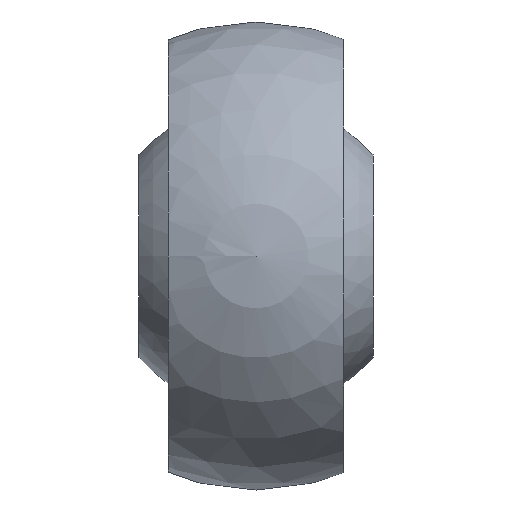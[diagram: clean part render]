
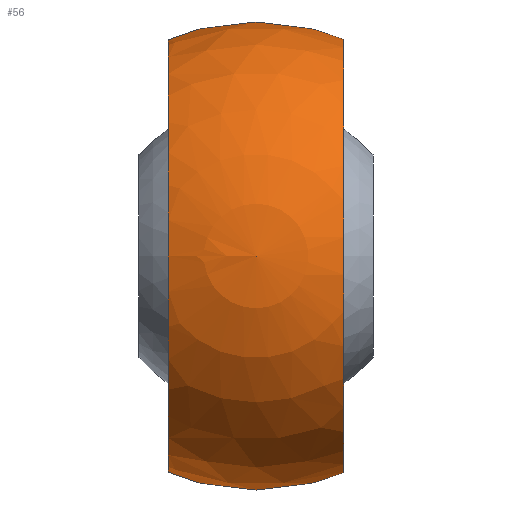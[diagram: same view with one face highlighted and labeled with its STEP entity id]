
A CAD part, left-side view. The second image highlights one B-rep face of the part: STEP entity #56.
In plain terms, the highlighted spherical face has radius 12 mm.
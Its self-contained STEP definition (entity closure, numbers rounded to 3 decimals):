
#56 = ADVANCED_FACE( '', ( #121, #122 ), #123, .T. );
#121 = FACE_BOUND( '', #191, .T. );
#122 = FACE_OUTER_BOUND( '', #192, .T. );
#123 = SPHERICAL_SURFACE( '', #193, 12. );
#191 = VERTEX_LOOP( '', #276 );
#192 = EDGE_LOOP( '', ( #277, #278, #279, #280 ) );
#193 = AXIS2_PLACEMENT_3D( '', #281, #282, #283 );
#276 = VERTEX_POINT( '', #350 );
#277 = ORIENTED_EDGE( '', *, *, #336, .F. );
#278 = ORIENTED_EDGE( '', *, *, #331, .T. );
#279 = ORIENTED_EDGE( '', *, *, #338, .F. );
#280 = ORIENTED_EDGE( '', *, *, #348, .T. );
#281 = CARTESIAN_POINT( '', ( 0., 0., 0. ) );
#282 = DIRECTION( '', ( 1., 0., 0. ) );
#283 = DIRECTION( '', ( 0., 1., 0. ) );
#331 = EDGE_CURVE( '', #369, #370, #372, .F. );
#336 = EDGE_CURVE( '', #369, #379, #380, .T. );
#338 = EDGE_CURVE( '', #381, #370, #383, .T. );
#348 = EDGE_CURVE( '', #381, #379, #398, .F. );
#350 = CARTESIAN_POINT( '', ( -12., 0., 0. ) );
#369 = VERTEX_POINT( '', #421 );
#370 = VERTEX_POINT( '', #422 );
#372 = CIRCLE( '', #451, 11.124 );
#379 = VERTEX_POINT( '', #458 );
#380 = CIRCLE( '', #459, 9.295 );
#381 = VERTEX_POINT( '', #460 );
#383 = CIRCLE( '', #489, 9.295 );
#398 = CIRCLE( '', #504, 11.124 );
#421 = CARTESIAN_POINT( '', ( 7.589, -4.5, -8.134 ) );
#422 = CARTESIAN_POINT( '', ( 7.589, -4.5, 8.134 ) );
#451 = AXIS2_PLACEMENT_3D( '', #528, #529, #530 );
#458 = CARTESIAN_POINT( '', ( 7.589, 4.5, -8.134 ) );
#459 = AXIS2_PLACEMENT_3D( '', #537, #538, #539 );
#460 = CARTESIAN_POINT( '', ( 7.589, 4.5, 8.134 ) );
#489 = AXIS2_PLACEMENT_3D( '', #540, #541, #542 );
#504 = AXIS2_PLACEMENT_3D( '', #558, #559, #560 );
#528 = CARTESIAN_POINT( '', ( 0., -4.5, 0. ) );
#529 = DIRECTION( '', ( 0., -1., 0. ) );
#530 = DIRECTION( '', ( 0., 0., -1. ) );
#537 = CARTESIAN_POINT( '', ( 7.589, 0., 0. ) );
#538 = DIRECTION( '', ( 1., 0., 0. ) );
#539 = DIRECTION( '', ( 0., 0., -1. ) );
#540 = CARTESIAN_POINT( '', ( 7.589, 0., 0. ) );
#541 = DIRECTION( '', ( 1., 0., 0. ) );
#542 = DIRECTION( '', ( 0., 0., -1. ) );
#558 = CARTESIAN_POINT( '', ( 0., 4.5, 0. ) );
#559 = DIRECTION( '', ( 0., 1., 0. ) );
#560 = DIRECTION( '', ( 0., 0., 1. ) );
